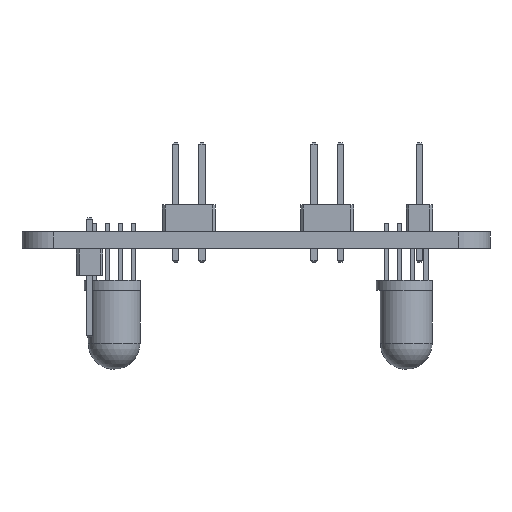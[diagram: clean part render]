
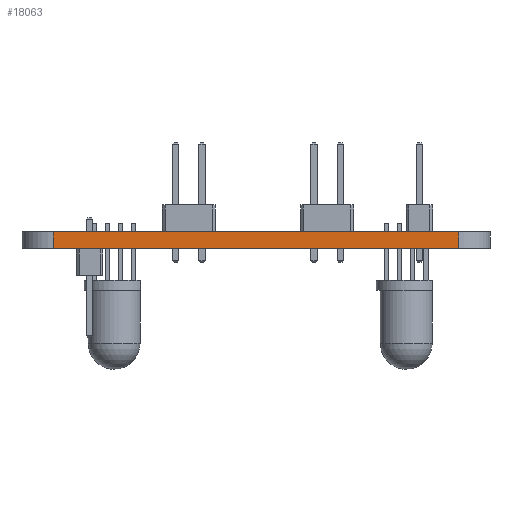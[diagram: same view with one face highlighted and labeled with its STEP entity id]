
A CAD part, front view. The second image highlights one B-rep face of the part: STEP entity #18063.
In plain terms, the highlighted planar face has unit normal (0, -1, 0).
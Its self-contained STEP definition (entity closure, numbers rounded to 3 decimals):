
#15021 = PLANE('',#15022);
#15022 = AXIS2_PLACEMENT_3D('',#15023,#15024,#15025);
#15023 = CARTESIAN_POINT('',(179.938,-95.285,1.6));
#15024 = DIRECTION('',(0.,0.,1.));
#15025 = DIRECTION('',(1.,0.,0.));
#15075 = PLANE('',#15076);
#15076 = AXIS2_PLACEMENT_3D('',#15077,#15078,#15079);
#15077 = CARTESIAN_POINT('',(179.938,-95.285,0.));
#15078 = DIRECTION('',(0.,0.,1.));
#15079 = DIRECTION('',(1.,0.,0.));
#15386 = VERTEX_POINT('',#15387);
#15387 = CARTESIAN_POINT('',(160.384,-111.868,0.));
#15402 = CYLINDRICAL_SURFACE('',#15403,3.);
#15403 = AXIS2_PLACEMENT_3D('',#15404,#15405,#15406);
#15404 = CARTESIAN_POINT('',(160.384,-108.868,0.));
#15405 = DIRECTION('',(0.,0.,-1.));
#15406 = DIRECTION('',(1.,0.,0.));
#15414 = EDGE_CURVE('',#15386,#15415,#15417,.T.);
#15415 = VERTEX_POINT('',#15416);
#15416 = CARTESIAN_POINT('',(199.491,-111.868,0.));
#15417 = SURFACE_CURVE('',#15418,(#15422,#15429),.PCURVE_S1.);
#15418 = LINE('',#15419,#15420);
#15419 = CARTESIAN_POINT('',(160.384,-111.868,0.));
#15420 = VECTOR('',#15421,1.);
#15421 = DIRECTION('',(1.,0.,0.));
#15422 = PCURVE('',#15075,#15423);
#15423 = DEFINITIONAL_REPRESENTATION('',(#15424),#15428);
#15424 = LINE('',#15425,#15426);
#15425 = CARTESIAN_POINT('',(-19.553,-16.583));
#15426 = VECTOR('',#15427,1.);
#15427 = DIRECTION('',(1.,0.));
#15428 = ( GEOMETRIC_REPRESENTATION_CONTEXT(2) 
PARAMETRIC_REPRESENTATION_CONTEXT() REPRESENTATION_CONTEXT('2D SPACE',''
  ) );
#15429 = PCURVE('',#15430,#15435);
#15430 = PLANE('',#15431);
#15431 = AXIS2_PLACEMENT_3D('',#15432,#15433,#15434);
#15432 = CARTESIAN_POINT('',(160.384,-111.868,0.));
#15433 = DIRECTION('',(0.,1.,0.));
#15434 = DIRECTION('',(1.,0.,0.));
#15435 = DEFINITIONAL_REPRESENTATION('',(#15436),#15440);
#15436 = LINE('',#15437,#15438);
#15437 = CARTESIAN_POINT('',(0.,0.));
#15438 = VECTOR('',#15439,1.);
#15439 = DIRECTION('',(1.,0.));
#15440 = ( GEOMETRIC_REPRESENTATION_CONTEXT(2) 
PARAMETRIC_REPRESENTATION_CONTEXT() REPRESENTATION_CONTEXT('2D SPACE',''
  ) );
#15459 = CYLINDRICAL_SURFACE('',#15460,3.);
#15460 = AXIS2_PLACEMENT_3D('',#15461,#15462,#15463);
#15461 = CARTESIAN_POINT('',(199.491,-108.868,0.));
#15462 = DIRECTION('',(0.,0.,-1.));
#15463 = DIRECTION('',(1.,0.,0.));
#16722 = VERTEX_POINT('',#16723);
#16723 = CARTESIAN_POINT('',(160.384,-111.868,1.6));
#16745 = EDGE_CURVE('',#16722,#16746,#16748,.T.);
#16746 = VERTEX_POINT('',#16747);
#16747 = CARTESIAN_POINT('',(199.491,-111.868,1.6));
#16748 = SURFACE_CURVE('',#16749,(#16753,#16760),.PCURVE_S1.);
#16749 = LINE('',#16750,#16751);
#16750 = CARTESIAN_POINT('',(160.384,-111.868,1.6));
#16751 = VECTOR('',#16752,1.);
#16752 = DIRECTION('',(1.,0.,0.));
#16753 = PCURVE('',#15021,#16754);
#16754 = DEFINITIONAL_REPRESENTATION('',(#16755),#16759);
#16755 = LINE('',#16756,#16757);
#16756 = CARTESIAN_POINT('',(-19.553,-16.583));
#16757 = VECTOR('',#16758,1.);
#16758 = DIRECTION('',(1.,0.));
#16759 = ( GEOMETRIC_REPRESENTATION_CONTEXT(2) 
PARAMETRIC_REPRESENTATION_CONTEXT() REPRESENTATION_CONTEXT('2D SPACE',''
  ) );
#16760 = PCURVE('',#15430,#16761);
#16761 = DEFINITIONAL_REPRESENTATION('',(#16762),#16766);
#16762 = LINE('',#16763,#16764);
#16763 = CARTESIAN_POINT('',(0.,-1.6));
#16764 = VECTOR('',#16765,1.);
#16765 = DIRECTION('',(1.,0.));
#16766 = ( GEOMETRIC_REPRESENTATION_CONTEXT(2) 
PARAMETRIC_REPRESENTATION_CONTEXT() REPRESENTATION_CONTEXT('2D SPACE',''
  ) );
#18013 = EDGE_CURVE('',#15415,#16746,#18014,.T.);
#18014 = SURFACE_CURVE('',#18015,(#18019,#18026),.PCURVE_S1.);
#18015 = LINE('',#18016,#18017);
#18016 = CARTESIAN_POINT('',(199.491,-111.868,0.));
#18017 = VECTOR('',#18018,1.);
#18018 = DIRECTION('',(0.,0.,1.));
#18019 = PCURVE('',#15459,#18020);
#18020 = DEFINITIONAL_REPRESENTATION('',(#18021),#18025);
#18021 = LINE('',#18022,#18023);
#18022 = CARTESIAN_POINT('',(-4.712,0.));
#18023 = VECTOR('',#18024,1.);
#18024 = DIRECTION('',(0.,-1.));
#18025 = ( GEOMETRIC_REPRESENTATION_CONTEXT(2) 
PARAMETRIC_REPRESENTATION_CONTEXT() REPRESENTATION_CONTEXT('2D SPACE',''
  ) );
#18026 = PCURVE('',#15430,#18027);
#18027 = DEFINITIONAL_REPRESENTATION('',(#18028),#18032);
#18028 = LINE('',#18029,#18030);
#18029 = CARTESIAN_POINT('',(39.107,0.));
#18030 = VECTOR('',#18031,1.);
#18031 = DIRECTION('',(0.,-1.));
#18032 = ( GEOMETRIC_REPRESENTATION_CONTEXT(2) 
PARAMETRIC_REPRESENTATION_CONTEXT() REPRESENTATION_CONTEXT('2D SPACE',''
  ) );
#18042 = EDGE_CURVE('',#15386,#16722,#18043,.T.);
#18043 = SURFACE_CURVE('',#18044,(#18048,#18055),.PCURVE_S1.);
#18044 = LINE('',#18045,#18046);
#18045 = CARTESIAN_POINT('',(160.384,-111.868,0.));
#18046 = VECTOR('',#18047,1.);
#18047 = DIRECTION('',(0.,0.,1.));
#18048 = PCURVE('',#15402,#18049);
#18049 = DEFINITIONAL_REPRESENTATION('',(#18050),#18054);
#18050 = LINE('',#18051,#18052);
#18051 = CARTESIAN_POINT('',(-4.712,0.));
#18052 = VECTOR('',#18053,1.);
#18053 = DIRECTION('',(0.,-1.));
#18054 = ( GEOMETRIC_REPRESENTATION_CONTEXT(2) 
PARAMETRIC_REPRESENTATION_CONTEXT() REPRESENTATION_CONTEXT('2D SPACE',''
  ) );
#18055 = PCURVE('',#15430,#18056);
#18056 = DEFINITIONAL_REPRESENTATION('',(#18057),#18061);
#18057 = LINE('',#18058,#18059);
#18058 = CARTESIAN_POINT('',(0.,0.));
#18059 = VECTOR('',#18060,1.);
#18060 = DIRECTION('',(0.,-1.));
#18061 = ( GEOMETRIC_REPRESENTATION_CONTEXT(2) 
PARAMETRIC_REPRESENTATION_CONTEXT() REPRESENTATION_CONTEXT('2D SPACE',''
  ) );
#18063 = ADVANCED_FACE('',(#18064),#15430,.F.);
#18064 = FACE_BOUND('',#18065,.F.);
#18065 = EDGE_LOOP('',(#18066,#18067,#18068,#18069));
#18066 = ORIENTED_EDGE('',*,*,#18042,.T.);
#18067 = ORIENTED_EDGE('',*,*,#16745,.T.);
#18068 = ORIENTED_EDGE('',*,*,#18013,.F.);
#18069 = ORIENTED_EDGE('',*,*,#15414,.F.);
